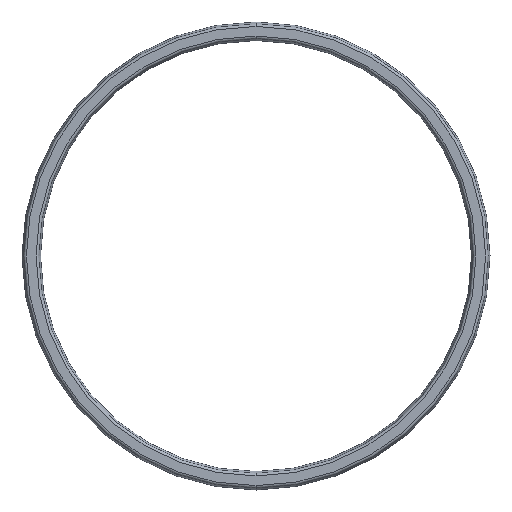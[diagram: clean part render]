
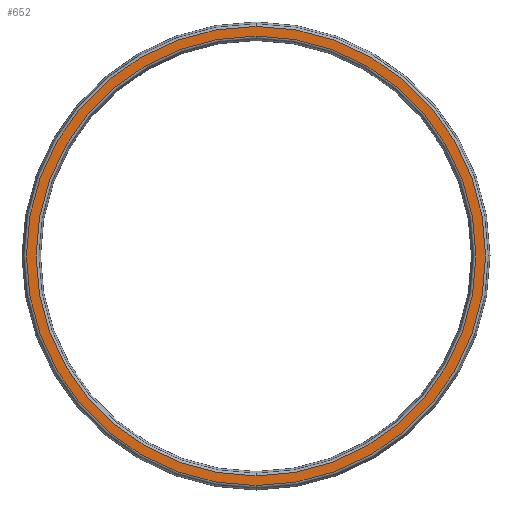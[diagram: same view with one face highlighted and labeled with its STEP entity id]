
A CAD part, front view. The second image highlights one B-rep face of the part: STEP entity #652.
In plain terms, the highlighted planar face has unit normal (0, -1, 0).
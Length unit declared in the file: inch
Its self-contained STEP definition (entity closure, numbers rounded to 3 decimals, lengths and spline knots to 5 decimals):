
#4 = DIRECTION ( 'NONE',  ( 0., 0., -1. ) ) ;
#9 = DIRECTION ( 'NONE',  ( 0., 1., 0. ) ) ;
#13 = EDGE_LOOP ( 'NONE', ( #317, #242 ) ) ;
#14 = DIRECTION ( 'NONE',  ( 0., 1., 0. ) ) ;
#27 = AXIS2_PLACEMENT_3D ( 'NONE', #96, #48, #499 ) ;
#33 = EDGE_CURVE ( 'NONE', #566, #53, #321, .T. ) ;
#43 = CIRCLE ( 'NONE', #292, 5.19762 ) ;
#48 = DIRECTION ( 'NONE',  ( 0., -1., 0. ) ) ;
#53 = VERTEX_POINT ( 'NONE', #254 ) ;
#59 = CARTESIAN_POINT ( 'NONE',  ( 5.3125, -0.3125, 5.19762 ) ) ;
#64 = CIRCLE ( 'NONE', #569, 5.42738 ) ;
#82 = EDGE_CURVE ( 'NONE', #53, #566, #64, .T. ) ;
#96 = CARTESIAN_POINT ( 'NONE',  ( 5.3125, -0.3125, 0. ) ) ;
#136 = CARTESIAN_POINT ( 'NONE',  ( -0.15625, -0.3125, 0. ) ) ;
#163 = ORIENTED_EDGE ( 'NONE', *, *, #82, .T. ) ;
#181 = CARTESIAN_POINT ( 'NONE',  ( 5.3125, -0.3125, -5.19762 ) ) ;
#187 = FACE_OUTER_BOUND ( 'NONE', #330, .T. ) ;
#224 = CARTESIAN_POINT ( 'NONE',  ( 5.3125, -0.3125, 0. ) ) ;
#233 = PLANE ( 'NONE',  #265 ) ;
#235 = ORIENTED_EDGE ( 'NONE', *, *, #33, .T. ) ;
#242 = ORIENTED_EDGE ( 'NONE', *, *, #463, .T. ) ;
#248 = DIRECTION ( 'NONE',  ( 0., -1., 0. ) ) ;
#254 = CARTESIAN_POINT ( 'NONE',  ( 5.3125, -0.3125, -5.42738 ) ) ;
#265 = AXIS2_PLACEMENT_3D ( 'NONE', #136, #286, #483 ) ;
#282 = FACE_BOUND ( 'NONE', #13, .T. ) ;
#286 = DIRECTION ( 'NONE',  ( 0., -1., 0. ) ) ;
#292 = AXIS2_PLACEMENT_3D ( 'NONE', #465, #9, #4 ) ;
#317 = ORIENTED_EDGE ( 'NONE', *, *, #391, .T. ) ;
#321 = CIRCLE ( 'NONE', #27, 5.42738 ) ;
#330 = EDGE_LOOP ( 'NONE', ( #163, #235 ) ) ;
#365 = AXIS2_PLACEMENT_3D ( 'NONE', #224, #14, #521 ) ;
#379 = CIRCLE ( 'NONE', #365, 5.19762 ) ;
#391 = EDGE_CURVE ( 'NONE', #563, #412, #43, .T. ) ;
#412 = VERTEX_POINT ( 'NONE', #59 ) ;
#463 = EDGE_CURVE ( 'NONE', #412, #563, #379, .T. ) ;
#465 = CARTESIAN_POINT ( 'NONE',  ( 5.3125, -0.3125, 0. ) ) ;
#483 = DIRECTION ( 'NONE',  ( 0., 0., -1. ) ) ;
#499 = DIRECTION ( 'NONE',  ( 0., 0., -1. ) ) ;
#521 = DIRECTION ( 'NONE',  ( 0., 0., -1. ) ) ;
#555 = DIRECTION ( 'NONE',  ( 0., 0., -1. ) ) ;
#563 = VERTEX_POINT ( 'NONE', #181 ) ;
#566 = VERTEX_POINT ( 'NONE', #581 ) ;
#569 = AXIS2_PLACEMENT_3D ( 'NONE', #592, #248, #555 ) ;
#581 = CARTESIAN_POINT ( 'NONE',  ( 5.3125, -0.3125, 5.42738 ) ) ;
#592 = CARTESIAN_POINT ( 'NONE',  ( 5.3125, -0.3125, 0. ) ) ;
#652 = ADVANCED_FACE ( 'NONE', ( #187, #282 ), #233, .T. ) ;
